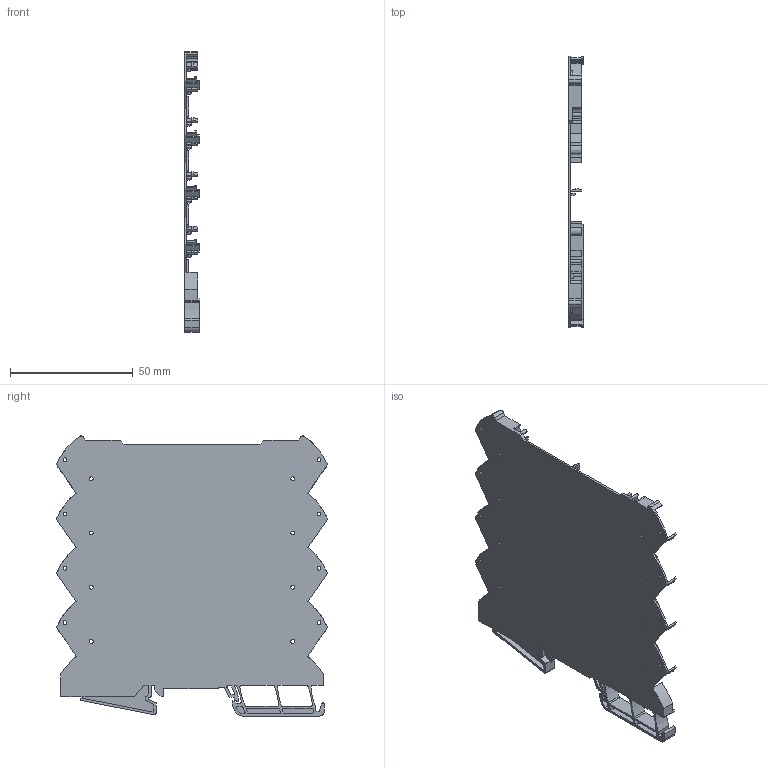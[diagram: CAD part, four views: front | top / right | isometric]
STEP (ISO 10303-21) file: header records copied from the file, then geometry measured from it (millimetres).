
FILE_DESCRIPTION(('CATIA V5 STEP Exchange','CAx-IF Rec.Pracs.--- Model Styling and Organization---1.4--- 2014-01-23'),'2;1');
FILE_NAME ('D1428050_2', '2021-05-26T11:20:40+00:00', ('none'), ('Weidmueller'), 'CATIA Version 5-6 Release 2016 SP3 HF44', 'CATIA V5 STEP AP214', 'none');
FILE_SCHEMA(('AUTOMOTIVE_DESIGN { 1 0 10303 214 1 1 1 1 }'));
Length unit declared in the file: millimetre
Products named in the file (1): S3D_CH20M6_BP_4P_4P_BUS_AGY_1
Bounding box: 6.1 x 110.74 x 114.32 mm (x, y, z)
Volume: 11006.3 mm3; surface area: 27209 mm2
Topology: 1 solids, 1 shells, 835 faces, 2339 edges, 1580 vertices
Faces by surface type: plane 649, cylinder 159, extrusion 27
Entity records: 27260 total; most frequent: CARTESIAN_POINT 6171, ORIENTED_EDGE 4678, DIRECTION 3250, EDGE_CURVE 2339, VECTOR 1907, LINE 1880, VERTEX_POINT 1580, EDGE_LOOP 947
